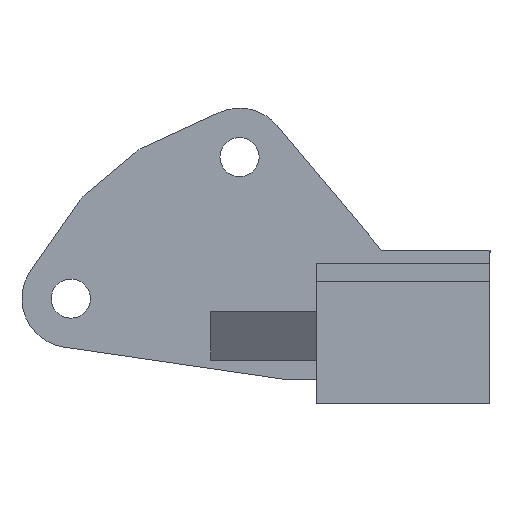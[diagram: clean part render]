
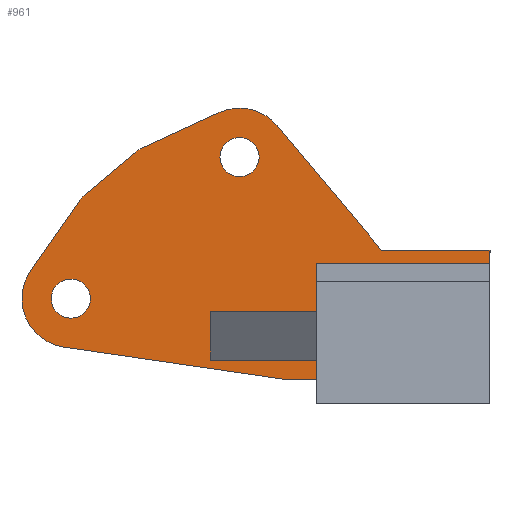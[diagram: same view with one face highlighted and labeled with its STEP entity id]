
A CAD part, front view. The second image highlights one B-rep face of the part: STEP entity #961.
In plain terms, the highlighted planar face has unit normal (0, -1, 0).
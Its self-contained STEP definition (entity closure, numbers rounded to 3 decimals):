
#29=FACE_BOUND('',#158,.T.);
#30=FACE_BOUND('',#159,.T.);
#57=PLANE('',#1037);
#101=FACE_OUTER_BOUND('',#157,.T.);
#157=EDGE_LOOP('',(#797,#798,#799,#800,#801,#802,#803,#804,#805,#806,#807,
#808,#809,#810,#811,#812,#813,#814));
#158=EDGE_LOOP('',(#815));
#159=EDGE_LOOP('',(#816));
#227=LINE('',#1440,#345);
#231=LINE('',#1448,#349);
#234=LINE('',#1454,#352);
#236=LINE('',#1458,#354);
#237=LINE('',#1461,#355);
#242=LINE('',#1470,#360);
#263=LINE('',#1513,#381);
#264=LINE('',#1515,#382);
#265=LINE('',#1517,#383);
#266=LINE('',#1519,#384);
#267=LINE('',#1523,#385);
#268=LINE('',#1527,#386);
#269=LINE('',#1531,#387);
#270=LINE('',#1533,#388);
#345=VECTOR('',#1173,10.);
#349=VECTOR('',#1179,10.);
#352=VECTOR('',#1184,10.);
#354=VECTOR('',#1188,10.);
#355=VECTOR('',#1191,10.);
#360=VECTOR('',#1196,10.);
#381=VECTOR('',#1227,10.);
#382=VECTOR('',#1228,10.);
#383=VECTOR('',#1229,10.);
#384=VECTOR('',#1230,10.);
#385=VECTOR('',#1233,10.);
#386=VECTOR('',#1236,10.);
#387=VECTOR('',#1239,10.);
#388=VECTOR('',#1242,10.);
#429=CIRCLE('',#1038,4.);
#430=CIRCLE('',#1039,2.);
#431=CIRCLE('',#1040,2.);
#432=CIRCLE('',#1041,4.);
#433=CIRCLE('',#1042,1.6);
#434=CIRCLE('',#1043,1.6);
#475=VERTEX_POINT('',#1437);
#476=VERTEX_POINT('',#1439);
#478=VERTEX_POINT('',#1444);
#479=VERTEX_POINT('',#1446);
#481=VERTEX_POINT('',#1452);
#482=VERTEX_POINT('',#1456);
#483=VERTEX_POINT('',#1460);
#487=VERTEX_POINT('',#1468);
#504=VERTEX_POINT('',#1512);
#505=VERTEX_POINT('',#1514);
#506=VERTEX_POINT('',#1516);
#507=VERTEX_POINT('',#1518);
#508=VERTEX_POINT('',#1520);
#509=VERTEX_POINT('',#1522);
#510=VERTEX_POINT('',#1524);
#511=VERTEX_POINT('',#1526);
#512=VERTEX_POINT('',#1528);
#513=VERTEX_POINT('',#1530);
#514=VERTEX_POINT('',#1534);
#515=VERTEX_POINT('',#1536);
#578=EDGE_CURVE('',#476,#475,#227,.T.);
#582=EDGE_CURVE('',#478,#479,#231,.T.);
#585=EDGE_CURVE('',#479,#481,#234,.T.);
#587=EDGE_CURVE('',#481,#482,#236,.T.);
#588=EDGE_CURVE('',#483,#478,#237,.T.);
#593=EDGE_CURVE('',#482,#487,#242,.T.);
#614=EDGE_CURVE('',#487,#504,#263,.T.);
#615=EDGE_CURVE('',#505,#504,#264,.T.);
#616=EDGE_CURVE('',#506,#505,#265,.T.);
#617=EDGE_CURVE('',#507,#506,#266,.T.);
#618=EDGE_CURVE('',#508,#507,#429,.T.);
#619=EDGE_CURVE('',#509,#508,#267,.T.);
#620=EDGE_CURVE('',#510,#509,#430,.T.);
#621=EDGE_CURVE('',#511,#510,#268,.T.);
#622=EDGE_CURVE('',#512,#511,#431,.T.);
#623=EDGE_CURVE('',#512,#513,#269,.T.);
#624=EDGE_CURVE('',#476,#513,#432,.T.);
#625=EDGE_CURVE('',#483,#475,#270,.T.);
#626=EDGE_CURVE('',#514,#514,#433,.T.);
#627=EDGE_CURVE('',#515,#515,#434,.T.);
#797=ORIENTED_EDGE('',*,*,#587,.T.);
#798=ORIENTED_EDGE('',*,*,#593,.T.);
#799=ORIENTED_EDGE('',*,*,#614,.T.);
#800=ORIENTED_EDGE('',*,*,#615,.F.);
#801=ORIENTED_EDGE('',*,*,#616,.F.);
#802=ORIENTED_EDGE('',*,*,#617,.F.);
#803=ORIENTED_EDGE('',*,*,#618,.F.);
#804=ORIENTED_EDGE('',*,*,#619,.F.);
#805=ORIENTED_EDGE('',*,*,#620,.F.);
#806=ORIENTED_EDGE('',*,*,#621,.F.);
#807=ORIENTED_EDGE('',*,*,#622,.F.);
#808=ORIENTED_EDGE('',*,*,#623,.T.);
#809=ORIENTED_EDGE('',*,*,#624,.F.);
#810=ORIENTED_EDGE('',*,*,#578,.T.);
#811=ORIENTED_EDGE('',*,*,#625,.F.);
#812=ORIENTED_EDGE('',*,*,#588,.T.);
#813=ORIENTED_EDGE('',*,*,#582,.T.);
#814=ORIENTED_EDGE('',*,*,#585,.T.);
#815=ORIENTED_EDGE('',*,*,#626,.F.);
#816=ORIENTED_EDGE('',*,*,#627,.F.);
#961=ADVANCED_FACE('',(#101,#29,#30),#57,.F.);
#1037=AXIS2_PLACEMENT_3D('',#1511,#1225,#1226);
#1038=AXIS2_PLACEMENT_3D('',#1521,#1231,#1232);
#1039=AXIS2_PLACEMENT_3D('',#1525,#1234,#1235);
#1040=AXIS2_PLACEMENT_3D('',#1529,#1237,#1238);
#1041=AXIS2_PLACEMENT_3D('',#1532,#1240,#1241);
#1042=AXIS2_PLACEMENT_3D('',#1535,#1243,#1244);
#1043=AXIS2_PLACEMENT_3D('',#1537,#1245,#1246);
#1173=DIRECTION('',(0.989,0.,-0.145));
#1179=DIRECTION('',(-1.,0.,0.));
#1184=DIRECTION('',(0.,0.,1.));
#1188=DIRECTION('',(1.,0.,0.));
#1191=DIRECTION('',(0.,0.,1.));
#1196=DIRECTION('',(0.,0.,1.));
#1225=DIRECTION('center_axis',(0.,1.,0.));
#1226=DIRECTION('ref_axis',(-1.,0.,0.));
#1227=DIRECTION('',(1.,0.,0.));
#1228=DIRECTION('',(0.,0.,-1.));
#1229=DIRECTION('',(1.,0.,0.));
#1230=DIRECTION('',(0.643,0.,-0.766));
#1231=DIRECTION('center_axis',(0.,1.,0.));
#1232=DIRECTION('ref_axis',(-0.421,0.,0.907));
#1233=DIRECTION('',(0.907,0.,0.421));
#1234=DIRECTION('center_axis',(0.,1.,0.));
#1235=DIRECTION('ref_axis',(-0.643,0.,0.766));
#1236=DIRECTION('',(0.766,0.,0.643));
#1237=DIRECTION('center_axis',(0.,1.,0.));
#1238=DIRECTION('ref_axis',(-0.82,0.,0.572));
#1239=DIRECTION('',(-0.572,0.,-0.82));
#1240=DIRECTION('center_axis',(0.,1.,0.));
#1241=DIRECTION('ref_axis',(0.421,0.,-0.907));
#1242=DIRECTION('',(-1.,0.,0.));
#1243=DIRECTION('center_axis',(0.,-1.,0.));
#1244=DIRECTION('ref_axis',(-1.,0.,0.));
#1245=DIRECTION('center_axis',(0.,-1.,0.));
#1246=DIRECTION('ref_axis',(-1.,0.,0.));
#1437=CARTESIAN_POINT('',(12.468,51.279,92.672));
#1439=CARTESIAN_POINT('',(-5.608,51.279,95.313));
#1440=CARTESIAN_POINT('',(-5.608,51.279,95.313));
#1444=CARTESIAN_POINT('',(15.07,51.279,94.24));
#1446=CARTESIAN_POINT('',(6.406,51.279,94.24));
#1448=CARTESIAN_POINT('',(10.419,51.279,94.24));
#1452=CARTESIAN_POINT('',(6.406,51.279,98.24));
#1454=CARTESIAN_POINT('',(6.406,51.279,99.998));
#1456=CARTESIAN_POINT('',(15.07,51.279,98.24));
#1458=CARTESIAN_POINT('',(10.419,51.279,98.24));
#1460=CARTESIAN_POINT('',(15.07,51.279,92.672));
#1461=CARTESIAN_POINT('',(15.07,51.279,102.214));
#1468=CARTESIAN_POINT('',(15.07,51.279,100.672));
#1470=CARTESIAN_POINT('',(15.07,51.279,102.214));
#1511=CARTESIAN_POINT('Origin',(10.099,51.279,103.757));
#1512=CARTESIAN_POINT('',(29.228,51.279,100.672));
#1513=CARTESIAN_POINT('',(16.124,51.279,100.672));
#1514=CARTESIAN_POINT('',(29.228,51.279,103.24));
#1515=CARTESIAN_POINT('',(29.228,51.279,103.24));
#1516=CARTESIAN_POINT('',(20.36,51.279,103.24));
#1517=CARTESIAN_POINT('',(20.36,51.279,103.24));
#1518=CARTESIAN_POINT('',(11.824,51.279,113.413));
#1519=CARTESIAN_POINT('',(11.824,51.279,113.413));
#1520=CARTESIAN_POINT('',(7.077,51.279,114.47));
#1521=CARTESIAN_POINT('Origin',(8.759,51.279,110.842));
#1522=CARTESIAN_POINT('',(0.698,51.279,111.513));
#1523=CARTESIAN_POINT('',(0.698,51.279,111.513));
#1524=CARTESIAN_POINT('',(0.254,51.279,111.23));
#1525=CARTESIAN_POINT('Origin',(1.54,51.279,109.698));
#1526=CARTESIAN_POINT('',(-3.935,51.279,107.715));
#1527=CARTESIAN_POINT('',(-3.935,51.279,107.715));
#1528=CARTESIAN_POINT('',(-4.291,51.279,107.327));
#1529=CARTESIAN_POINT('Origin',(-2.65,51.279,106.183));
#1530=CARTESIAN_POINT('',(-8.311,51.279,101.559));
#1531=CARTESIAN_POINT('',(-4.291,51.279,107.327));
#1532=CARTESIAN_POINT('Origin',(-5.029,51.279,99.271));
#1533=CARTESIAN_POINT('',(34.734,51.279,92.672));
#1534=CARTESIAN_POINT('',(10.359,51.279,110.842));
#1535=CARTESIAN_POINT('Origin',(8.759,51.279,110.842));
#1536=CARTESIAN_POINT('',(-3.429,51.279,99.271));
#1537=CARTESIAN_POINT('Origin',(-5.029,51.279,99.271));
